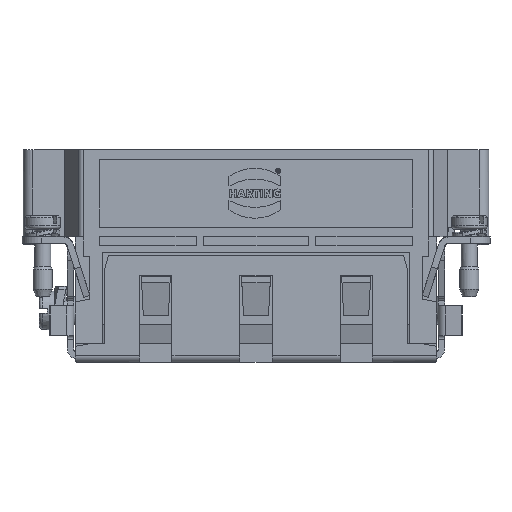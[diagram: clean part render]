
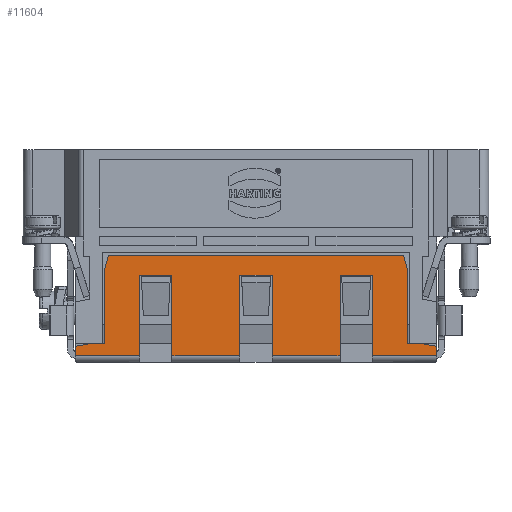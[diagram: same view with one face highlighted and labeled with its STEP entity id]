
A CAD part, front view. The second image highlights one B-rep face of the part: STEP entity #11604.
In plain terms, the highlighted planar face has unit normal (0, -1, 0).
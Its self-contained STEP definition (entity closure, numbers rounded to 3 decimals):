
#11604=ADVANCED_FACE('',(#13771),#12674,.T.);
#12674=PLANE('',#38451);
#13771=FACE_OUTER_BOUND('',#15478,.T.);
#15478=EDGE_LOOP('',(#22581,#22582,#22583,#22584,#22585,#22586,#22587,#22588,
#22589,#22590,#22591,#22592,#22593,#22594,#22595,#22596,#22597,#22598,#22599,
#22600,#22601,#22602,#22603,#22604,#22605,#22606));
#22581=ORIENTED_EDGE('',*,*,#29949,.T.);
#22582=ORIENTED_EDGE('',*,*,#29948,.T.);
#22583=ORIENTED_EDGE('',*,*,#29955,.F.);
#22584=ORIENTED_EDGE('',*,*,#27175,.F.);
#22585=ORIENTED_EDGE('',*,*,#29956,.T.);
#22586=ORIENTED_EDGE('',*,*,#29945,.T.);
#22587=ORIENTED_EDGE('',*,*,#29941,.T.);
#22588=ORIENTED_EDGE('',*,*,#29940,.T.);
#22589=ORIENTED_EDGE('',*,*,#29937,.T.);
#22590=ORIENTED_EDGE('',*,*,#29935,.T.);
#22591=ORIENTED_EDGE('',*,*,#29934,.T.);
#22592=ORIENTED_EDGE('',*,*,#29932,.T.);
#22593=ORIENTED_EDGE('',*,*,#29929,.T.);
#22594=ORIENTED_EDGE('',*,*,#29927,.T.);
#22595=ORIENTED_EDGE('',*,*,#29926,.T.);
#22596=ORIENTED_EDGE('',*,*,#29924,.T.);
#22597=ORIENTED_EDGE('',*,*,#29921,.T.);
#22598=ORIENTED_EDGE('',*,*,#29919,.T.);
#22599=ORIENTED_EDGE('',*,*,#29917,.T.);
#22600=ORIENTED_EDGE('',*,*,#29912,.F.);
#22601=ORIENTED_EDGE('',*,*,#29957,.T.);
#22602=ORIENTED_EDGE('',*,*,#27167,.F.);
#22603=ORIENTED_EDGE('',*,*,#29958,.F.);
#22604=ORIENTED_EDGE('',*,*,#29909,.T.);
#22605=ORIENTED_EDGE('',*,*,#29908,.T.);
#22606=ORIENTED_EDGE('',*,*,#29905,.T.);
#24600=VERTEX_POINT('',#47528);
#24601=VERTEX_POINT('',#47529);
#24608=VERTEX_POINT('',#47544);
#24609=VERTEX_POINT('',#47546);
#26430=VERTEX_POINT('',#56638);
#26431=VERTEX_POINT('',#56640);
#26432=VERTEX_POINT('',#56644);
#26433=VERTEX_POINT('',#56648);
#26434=VERTEX_POINT('',#56652);
#26435=VERTEX_POINT('',#56654);
#26438=VERTEX_POINT('',#56663);
#26439=VERTEX_POINT('',#56667);
#26440=VERTEX_POINT('',#56671);
#26441=VERTEX_POINT('',#56675);
#26442=VERTEX_POINT('',#56679);
#26443=VERTEX_POINT('',#56683);
#26444=VERTEX_POINT('',#56687);
#26445=VERTEX_POINT('',#56691);
#26446=VERTEX_POINT('',#56695);
#26447=VERTEX_POINT('',#56699);
#26448=VERTEX_POINT('',#56703);
#26449=VERTEX_POINT('',#56707);
#26450=VERTEX_POINT('',#56711);
#26451=VERTEX_POINT('',#56715);
#26452=VERTEX_POINT('',#56720);
#26453=VERTEX_POINT('',#56722);
#27167=EDGE_CURVE('',#24600,#24601,#30766,.T.);
#27175=EDGE_CURVE('',#24608,#24609,#30774,.T.);
#29905=EDGE_CURVE('',#26431,#26430,#32528,.T.);
#29908=EDGE_CURVE('',#26432,#26431,#32531,.T.);
#29909=EDGE_CURVE('',#26433,#26432,#32532,.T.);
#29912=EDGE_CURVE('',#26434,#26435,#32535,.T.);
#29917=EDGE_CURVE('',#26438,#26435,#32539,.T.);
#29919=EDGE_CURVE('',#26439,#26438,#32540,.T.);
#29921=EDGE_CURVE('',#26440,#26439,#32542,.T.);
#29924=EDGE_CURVE('',#26441,#26440,#32544,.T.);
#29926=EDGE_CURVE('',#26442,#26441,#32545,.T.);
#29927=EDGE_CURVE('',#26443,#26442,#32546,.T.);
#29929=EDGE_CURVE('',#26444,#26443,#32548,.T.);
#29932=EDGE_CURVE('',#26445,#26444,#32550,.T.);
#29934=EDGE_CURVE('',#26446,#26445,#32551,.T.);
#29935=EDGE_CURVE('',#26447,#26446,#32552,.T.);
#29937=EDGE_CURVE('',#26448,#26447,#32554,.T.);
#29940=EDGE_CURVE('',#26449,#26448,#32556,.T.);
#29941=EDGE_CURVE('',#26450,#26449,#32557,.T.);
#29945=EDGE_CURVE('',#26451,#26450,#32560,.T.);
#29948=EDGE_CURVE('',#26452,#26453,#32563,.T.);
#29949=EDGE_CURVE('',#26430,#26452,#32564,.T.);
#29955=EDGE_CURVE('',#24609,#26453,#32570,.T.);
#29956=EDGE_CURVE('',#24608,#26451,#32571,.T.);
#29957=EDGE_CURVE('',#26434,#24601,#32572,.T.);
#29958=EDGE_CURVE('',#26433,#24600,#32573,.T.);
#30766=LINE('',#47527,#33063);
#30774=LINE('',#47545,#33071);
#32528=LINE('',#56639,#34825);
#32531=LINE('',#56645,#34828);
#32532=LINE('',#56647,#34829);
#32535=LINE('',#56653,#34832);
#32539=LINE('',#56662,#34836);
#32540=LINE('',#56666,#34837);
#32542=LINE('',#56670,#34839);
#32544=LINE('',#56676,#34841);
#32545=LINE('',#56680,#34842);
#32546=LINE('',#56682,#34843);
#32548=LINE('',#56686,#34845);
#32550=LINE('',#56692,#34847);
#32551=LINE('',#56696,#34848);
#32552=LINE('',#56698,#34849);
#32554=LINE('',#56702,#34851);
#32556=LINE('',#56708,#34853);
#32557=LINE('',#56710,#34854);
#32560=LINE('',#56717,#34857);
#32563=LINE('',#56723,#34860);
#32564=LINE('',#56725,#34861);
#32570=LINE('',#56736,#34867);
#32571=LINE('',#56737,#34868);
#32572=LINE('',#56738,#34869);
#32573=LINE('',#56739,#34870);
#33063=VECTOR('',#39050,1.);
#33071=VECTOR('',#39060,1.);
#34825=VECTOR('',#43836,1.);
#34828=VECTOR('',#43841,1.);
#34829=VECTOR('',#43844,1.);
#34832=VECTOR('',#43849,1.);
#34836=VECTOR('',#43857,1.);
#34837=VECTOR('',#43862,1.);
#34839=VECTOR('',#43866,1.);
#34841=VECTOR('',#43872,1.);
#34842=VECTOR('',#43877,1.);
#34843=VECTOR('',#43880,1.);
#34845=VECTOR('',#43884,1.);
#34847=VECTOR('',#43890,1.);
#34848=VECTOR('',#43895,1.);
#34849=VECTOR('',#43898,1.);
#34851=VECTOR('',#43902,1.);
#34853=VECTOR('',#43908,1.);
#34854=VECTOR('',#43911,1.);
#34857=VECTOR('',#43918,1.);
#34860=VECTOR('',#43923,1.);
#34861=VECTOR('',#43926,1.);
#34867=VECTOR('',#43942,1.);
#34868=VECTOR('',#43943,1.);
#34869=VECTOR('',#43944,1.);
#34870=VECTOR('',#43945,1.);
#38451=AXIS2_PLACEMENT_3D('',#56740,#43946,#43947);
#39050=DIRECTION('',(1.,0.,0.));
#39060=DIRECTION('',(1.,0.,0.));
#43836=DIRECTION('',(-1.,0.,0.));
#43841=DIRECTION('',(-0.259,0.,0.966));
#43844=DIRECTION('',(0.,0.,1.));
#43849=DIRECTION('',(0.,0.,-1.));
#43857=DIRECTION('',(1.,0.,0.));
#43862=DIRECTION('',(0.,0.,-1.));
#43866=DIRECTION('',(1.,0.,0.));
#43872=DIRECTION('',(0.,0.,1.));
#43877=DIRECTION('',(1.,0.,0.));
#43880=DIRECTION('',(0.,0.,-1.));
#43884=DIRECTION('',(1.,0.,0.));
#43890=DIRECTION('',(0.,0.,1.));
#43895=DIRECTION('',(1.,0.,0.));
#43898=DIRECTION('',(0.,0.,-1.));
#43902=DIRECTION('',(1.,0.,0.));
#43908=DIRECTION('',(0.,0.,1.));
#43911=DIRECTION('',(1.,0.,0.));
#43918=DIRECTION('',(0.,0.,-1.));
#43923=DIRECTION('',(0.,0.,-1.));
#43926=DIRECTION('',(-0.259,0.,-0.966));
#43942=DIRECTION('',(1.,0.,0.));
#43943=DIRECTION('',(-0.985,0.,-0.174));
#43944=DIRECTION('',(-0.985,0.,0.174));
#43945=DIRECTION('',(1.,0.,0.));
#43946=DIRECTION('',(0.,-1.,0.));
#43947=DIRECTION('',(-1.,0.,0.));
#47527=CARTESIAN_POINT('',(28.235,-11.2,-15.5));
#47528=CARTESIAN_POINT('',(23.75,-11.2,-15.5));
#47529=CARTESIAN_POINT('',(25.566,-11.2,-15.5));
#47544=CARTESIAN_POINT('',(-25.566,-11.2,-15.5));
#47545=CARTESIAN_POINT('',(-25.566,-11.2,-15.5));
#47546=CARTESIAN_POINT('',(-23.75,-11.2,-15.5));
#56638=CARTESIAN_POINT('',(-22.83,-11.2,-1.8));
#56639=CARTESIAN_POINT('',(22.83,-11.2,-1.8));
#56640=CARTESIAN_POINT('',(22.83,-11.2,-1.8));
#56644=CARTESIAN_POINT('',(23.5,-11.2,-4.3));
#56645=CARTESIAN_POINT('',(23.5,-11.2,-4.3));
#56647=CARTESIAN_POINT('',(23.5,-11.2,-15.5));
#56648=CARTESIAN_POINT('',(23.5,-11.2,-15.5));
#56652=CARTESIAN_POINT('',(28.,-11.2,-15.929));
#56653=CARTESIAN_POINT('',(28.,-11.2,-15.929));
#56654=CARTESIAN_POINT('',(28.,-11.2,-17.4));
#56662=CARTESIAN_POINT('',(18.,-11.2,-17.4));
#56663=CARTESIAN_POINT('',(18.,-11.2,-17.4));
#56666=CARTESIAN_POINT('',(18.,-11.2,-4.9));
#56667=CARTESIAN_POINT('',(18.,-11.2,-4.9));
#56670=CARTESIAN_POINT('',(13.,-11.2,-4.9));
#56671=CARTESIAN_POINT('',(13.,-11.2,-4.9));
#56675=CARTESIAN_POINT('',(13.,-11.2,-17.4));
#56676=CARTESIAN_POINT('',(13.,-11.2,-17.4));
#56679=CARTESIAN_POINT('',(2.5,-11.2,-17.4));
#56680=CARTESIAN_POINT('',(2.5,-11.2,-17.4));
#56682=CARTESIAN_POINT('',(2.5,-11.2,-4.9));
#56683=CARTESIAN_POINT('',(2.5,-11.2,-4.9));
#56686=CARTESIAN_POINT('',(-2.5,-11.2,-4.9));
#56687=CARTESIAN_POINT('',(-2.5,-11.2,-4.9));
#56691=CARTESIAN_POINT('',(-2.5,-11.2,-17.4));
#56692=CARTESIAN_POINT('',(-2.5,-11.2,-17.4));
#56695=CARTESIAN_POINT('',(-13.,-11.2,-17.4));
#56696=CARTESIAN_POINT('',(-13.,-11.2,-17.4));
#56698=CARTESIAN_POINT('',(-13.,-11.2,-4.9));
#56699=CARTESIAN_POINT('',(-13.,-11.2,-4.9));
#56702=CARTESIAN_POINT('',(-18.,-11.2,-4.9));
#56703=CARTESIAN_POINT('',(-18.,-11.2,-4.9));
#56707=CARTESIAN_POINT('',(-18.,-11.2,-17.4));
#56708=CARTESIAN_POINT('',(-18.,-11.2,-17.4));
#56710=CARTESIAN_POINT('',(-28.,-11.2,-17.4));
#56711=CARTESIAN_POINT('',(-28.,-11.2,-17.4));
#56715=CARTESIAN_POINT('',(-28.,-11.2,-15.929));
#56717=CARTESIAN_POINT('',(-28.,-11.2,-15.929));
#56720=CARTESIAN_POINT('',(-23.5,-11.2,-4.3));
#56722=CARTESIAN_POINT('',(-23.5,-11.2,-15.5));
#56723=CARTESIAN_POINT('',(-23.5,-11.2,-4.3));
#56725=CARTESIAN_POINT('',(-22.83,-11.2,-1.8));
#56736=CARTESIAN_POINT('',(-25.566,-11.2,-15.5));
#56737=CARTESIAN_POINT('',(-25.566,-11.2,-15.5));
#56738=CARTESIAN_POINT('',(28.,-11.2,-15.929));
#56739=CARTESIAN_POINT('',(23.5,-11.2,-15.5));
#56740=CARTESIAN_POINT('',(28.2,-11.2,-1.6));
